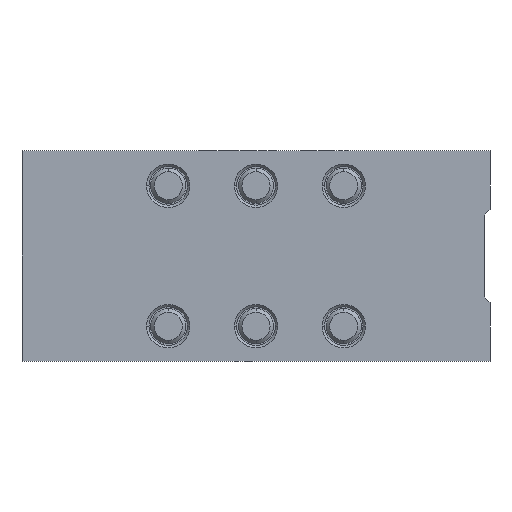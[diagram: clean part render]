
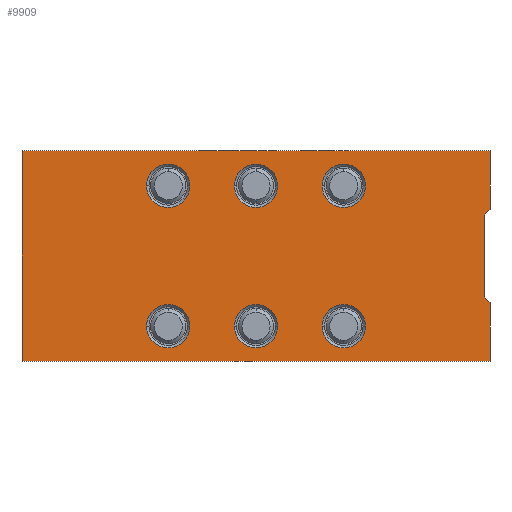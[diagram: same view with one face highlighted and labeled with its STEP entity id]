
A CAD part, front view. The second image highlights one B-rep face of the part: STEP entity #9909.
In plain terms, the highlighted planar face has unit normal (0, -1, 0).
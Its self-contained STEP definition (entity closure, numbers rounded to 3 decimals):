
#2=DIRECTION('',(-0.707,0.,0.707));
#3=VECTOR('',#2,7.071);
#4=CARTESIAN_POINT('',(200.,0.,-40.));
#5=LINE('',#4,#3);
#6=DIRECTION('',(0.,0.,-1.));
#7=VECTOR('',#6,50.);
#8=CARTESIAN_POINT('',(200.,0.,-40.));
#9=LINE('',#8,#7);
#10=DIRECTION('',(-1.,0.,0.));
#11=VECTOR('',#10,400.);
#12=CARTESIAN_POINT('',(200.,0.,-90.));
#13=LINE('',#12,#11);
#14=DIRECTION('',(0.,0.,1.));
#15=VECTOR('',#14,180.);
#16=CARTESIAN_POINT('',(-200.,0.,-90.));
#17=LINE('',#16,#15);
#18=DIRECTION('',(1.,0.,0.));
#19=VECTOR('',#18,400.);
#20=CARTESIAN_POINT('',(-200.,0.,90.));
#21=LINE('',#20,#19);
#22=DIRECTION('',(0.,0.,-1.));
#23=VECTOR('',#22,50.);
#24=CARTESIAN_POINT('',(200.,0.,90.));
#25=LINE('',#24,#23);
#26=DIRECTION('',(0.707,0.,0.707));
#27=VECTOR('',#26,7.071);
#28=CARTESIAN_POINT('',(195.,0.,35.));
#29=LINE('',#28,#27);
#30=DIRECTION('',(0.,0.,1.));
#31=VECTOR('',#30,70.);
#32=CARTESIAN_POINT('',(195.,0.,-35.));
#33=LINE('',#32,#31);
#4348=CARTESIAN_POINT('',(75.,0.,-60.));
#4349=DIRECTION('',(0.,1.,0.));
#4350=DIRECTION('',(1.,0.,0.));
#4351=AXIS2_PLACEMENT_3D('',#4348,#4349,#4350);
#4366=CARTESIAN_POINT('',(75.,0.,-60.));
#4367=DIRECTION('',(0.,1.,0.));
#4368=DIRECTION('',(-1.,0.,0.));
#4369=AXIS2_PLACEMENT_3D('',#4366,#4367,#4368);
#4430=CARTESIAN_POINT('',(75.,0.,60.));
#4431=DIRECTION('',(0.,1.,0.));
#4432=DIRECTION('',(1.,0.,0.));
#4433=AXIS2_PLACEMENT_3D('',#4430,#4431,#4432);
#4440=CARTESIAN_POINT('',(75.,0.,60.));
#4441=DIRECTION('',(0.,1.,0.));
#4442=DIRECTION('',(-1.,0.,0.));
#4443=AXIS2_PLACEMENT_3D('',#4440,#4441,#4442);
#4512=CARTESIAN_POINT('',(0.,0.,-60.));
#4513=DIRECTION('',(0.,1.,0.));
#4514=DIRECTION('',(1.,0.,0.));
#4515=AXIS2_PLACEMENT_3D('',#4512,#4513,#4514);
#4522=CARTESIAN_POINT('',(0.,0.,-60.));
#4523=DIRECTION('',(0.,1.,0.));
#4524=DIRECTION('',(-1.,0.,0.));
#4525=AXIS2_PLACEMENT_3D('',#4522,#4523,#4524);
#4594=CARTESIAN_POINT('',(0.,0.,60.));
#4595=DIRECTION('',(0.,1.,0.));
#4596=DIRECTION('',(1.,0.,0.));
#4597=AXIS2_PLACEMENT_3D('',#4594,#4595,#4596);
#4612=CARTESIAN_POINT('',(0.,0.,60.));
#4613=DIRECTION('',(0.,1.,0.));
#4614=DIRECTION('',(-1.,0.,0.));
#4615=AXIS2_PLACEMENT_3D('',#4612,#4613,#4614);
#4676=CARTESIAN_POINT('',(-75.,0.,-60.));
#4677=DIRECTION('',(0.,1.,0.));
#4678=DIRECTION('',(1.,0.,0.));
#4679=AXIS2_PLACEMENT_3D('',#4676,#4677,#4678);
#4686=CARTESIAN_POINT('',(-75.,0.,-60.));
#4687=DIRECTION('',(0.,1.,0.));
#4688=DIRECTION('',(-1.,0.,0.));
#4689=AXIS2_PLACEMENT_3D('',#4686,#4687,#4688);
#4758=CARTESIAN_POINT('',(-75.,0.,60.));
#4759=DIRECTION('',(0.,1.,0.));
#4760=DIRECTION('',(1.,0.,0.));
#4761=AXIS2_PLACEMENT_3D('',#4758,#4759,#4760);
#4768=CARTESIAN_POINT('',(-75.,0.,60.));
#4769=DIRECTION('',(0.,1.,0.));
#4770=DIRECTION('',(-1.,0.,0.));
#4771=AXIS2_PLACEMENT_3D('',#4768,#4769,#4770);
#7418=CARTESIAN_POINT('',(-200.,0.,90.));
#7419=CARTESIAN_POINT('',(200.,0.,90.));
#7420=VERTEX_POINT('',#7418);
#7421=VERTEX_POINT('',#7419);
#7422=CARTESIAN_POINT('',(200.,0.,-90.));
#7423=CARTESIAN_POINT('',(-200.,0.,-90.));
#7424=VERTEX_POINT('',#7422);
#7425=VERTEX_POINT('',#7423);
#7434=CARTESIAN_POINT('',(200.,0.,-40.));
#7435=CARTESIAN_POINT('',(195.,0.,-35.));
#7436=VERTEX_POINT('',#7434);
#7437=VERTEX_POINT('',#7435);
#7438=CARTESIAN_POINT('',(195.,0.,35.));
#7439=VERTEX_POINT('',#7438);
#7440=CARTESIAN_POINT('',(200.,0.,40.));
#7441=VERTEX_POINT('',#7440);
#7546=CARTESIAN_POINT('',(-56.5,0.,-60.));
#7547=CARTESIAN_POINT('',(-93.5,0.,-60.));
#7548=VERTEX_POINT('',#7546);
#7549=VERTEX_POINT('',#7547);
#7554=CARTESIAN_POINT('',(18.5,0.,-60.));
#7555=CARTESIAN_POINT('',(-18.5,0.,-60.));
#7556=VERTEX_POINT('',#7554);
#7557=VERTEX_POINT('',#7555);
#7562=CARTESIAN_POINT('',(56.5,0.,-60.));
#7563=CARTESIAN_POINT('',(93.5,0.,-60.));
#7564=VERTEX_POINT('',#7562);
#7565=VERTEX_POINT('',#7563);
#7570=CARTESIAN_POINT('',(93.5,0.,60.));
#7571=CARTESIAN_POINT('',(56.5,0.,60.));
#7572=VERTEX_POINT('',#7570);
#7573=VERTEX_POINT('',#7571);
#7578=CARTESIAN_POINT('',(-18.5,0.,60.));
#7579=CARTESIAN_POINT('',(18.5,0.,60.));
#7580=VERTEX_POINT('',#7578);
#7581=VERTEX_POINT('',#7579);
#7586=CARTESIAN_POINT('',(-56.5,0.,60.));
#7587=CARTESIAN_POINT('',(-93.5,0.,60.));
#7588=VERTEX_POINT('',#7586);
#7589=VERTEX_POINT('',#7587);
#9850=CARTESIAN_POINT('',(0.,0.,0.));
#9851=DIRECTION('',(0.,1.,0.));
#9852=DIRECTION('',(1.,0.,0.));
#9853=AXIS2_PLACEMENT_3D('',#9850,#9851,#9852);
#9854=PLANE('',#9853);
#9856=ORIENTED_EDGE('',*,*,#9855,.F.);
#9858=ORIENTED_EDGE('',*,*,#9857,.T.);
#9860=ORIENTED_EDGE('',*,*,#9859,.T.);
#9862=ORIENTED_EDGE('',*,*,#9861,.T.);
#9864=ORIENTED_EDGE('',*,*,#9863,.T.);
#9866=ORIENTED_EDGE('',*,*,#9865,.T.);
#9868=ORIENTED_EDGE('',*,*,#9867,.F.);
#9870=ORIENTED_EDGE('',*,*,#9869,.F.);
#9871=EDGE_LOOP('',(#9856,#9858,#9860,#9862,#9864,#9866,#9868,#9870));
#9872=FACE_OUTER_BOUND('',#9871,.F.);
#9874=ORIENTED_EDGE('',*,*,#9873,.F.);
#9876=ORIENTED_EDGE('',*,*,#9875,.F.);
#9877=EDGE_LOOP('',(#9874,#9876));
#9878=FACE_BOUND('',#9877,.F.);
#9880=ORIENTED_EDGE('',*,*,#9879,.F.);
#9882=ORIENTED_EDGE('',*,*,#9881,.F.);
#9883=EDGE_LOOP('',(#9880,#9882));
#9884=FACE_BOUND('',#9883,.F.);
#9886=ORIENTED_EDGE('',*,*,#9885,.F.);
#9888=ORIENTED_EDGE('',*,*,#9887,.F.);
#9889=EDGE_LOOP('',(#9886,#9888));
#9890=FACE_BOUND('',#9889,.F.);
#9892=ORIENTED_EDGE('',*,*,#9891,.F.);
#9894=ORIENTED_EDGE('',*,*,#9893,.F.);
#9895=EDGE_LOOP('',(#9892,#9894));
#9896=FACE_BOUND('',#9895,.F.);
#9898=ORIENTED_EDGE('',*,*,#9897,.F.);
#9900=ORIENTED_EDGE('',*,*,#9899,.F.);
#9901=EDGE_LOOP('',(#9898,#9900));
#9902=FACE_BOUND('',#9901,.F.);
#9904=ORIENTED_EDGE('',*,*,#9903,.F.);
#9906=ORIENTED_EDGE('',*,*,#9905,.F.);
#9907=EDGE_LOOP('',(#9904,#9906));
#9908=FACE_BOUND('',#9907,.F.);
#9909=ADVANCED_FACE('',(#9872,#9878,#9884,#9890,#9896,#9902,#9908),#9854,.F.);
#4352=CIRCLE('',#4351,18.5);
#4370=CIRCLE('',#4369,18.5);
#4434=CIRCLE('',#4433,18.5);
#4444=CIRCLE('',#4443,18.5);
#4516=CIRCLE('',#4515,18.5);
#4526=CIRCLE('',#4525,18.5);
#4598=CIRCLE('',#4597,18.5);
#4616=CIRCLE('',#4615,18.5);
#4680=CIRCLE('',#4679,18.5);
#4690=CIRCLE('',#4689,18.5);
#4762=CIRCLE('',#4761,18.5);
#4772=CIRCLE('',#4771,18.5);
#9855=EDGE_CURVE('',#7436,#7437,#5,.T.);
#9857=EDGE_CURVE('',#7436,#7424,#9,.T.);
#9859=EDGE_CURVE('',#7424,#7425,#13,.T.);
#9861=EDGE_CURVE('',#7425,#7420,#17,.T.);
#9863=EDGE_CURVE('',#7420,#7421,#21,.T.);
#9865=EDGE_CURVE('',#7421,#7441,#25,.T.);
#9867=EDGE_CURVE('',#7439,#7441,#29,.T.);
#9869=EDGE_CURVE('',#7437,#7439,#33,.T.);
#9873=EDGE_CURVE('',#7565,#7564,#4352,.T.);
#9875=EDGE_CURVE('',#7564,#7565,#4370,.T.);
#9879=EDGE_CURVE('',#7572,#7573,#4434,.T.);
#9881=EDGE_CURVE('',#7573,#7572,#4444,.T.);
#9885=EDGE_CURVE('',#7556,#7557,#4516,.T.);
#9887=EDGE_CURVE('',#7557,#7556,#4526,.T.);
#9891=EDGE_CURVE('',#7581,#7580,#4598,.T.);
#9893=EDGE_CURVE('',#7580,#7581,#4616,.T.);
#9897=EDGE_CURVE('',#7548,#7549,#4680,.T.);
#9899=EDGE_CURVE('',#7549,#7548,#4690,.T.);
#9903=EDGE_CURVE('',#7588,#7589,#4762,.T.);
#9905=EDGE_CURVE('',#7589,#7588,#4772,.T.);
